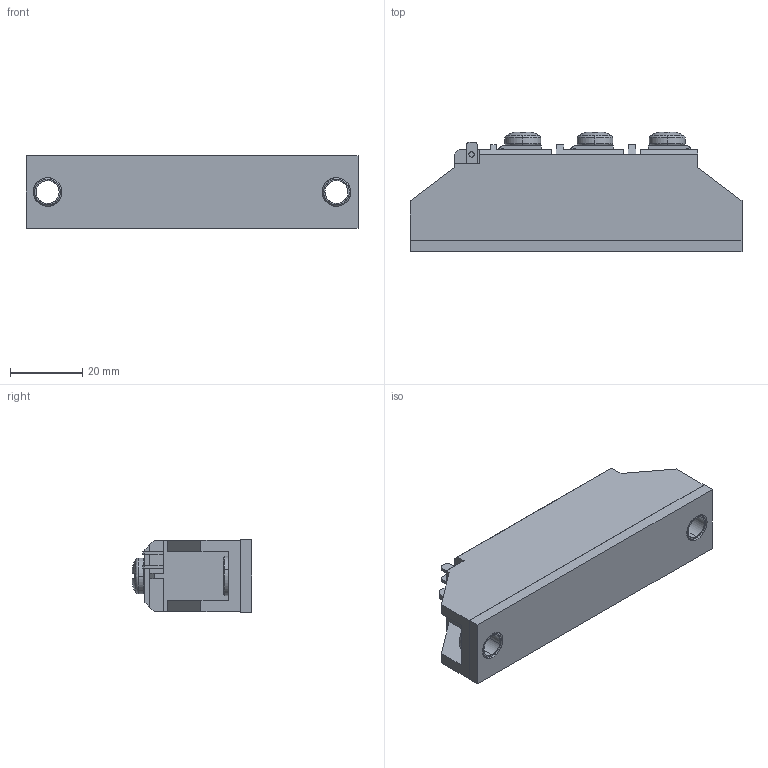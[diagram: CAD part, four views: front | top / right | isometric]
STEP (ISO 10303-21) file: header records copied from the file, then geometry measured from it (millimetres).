
FILE_DESCRIPTION (( 'STEP AP214' ), '1' );
FILE_NAME ('104301.STEP', '2011-07-23T17:12:35', ( 'LALo' ), ( 'Edi Foundation' ), 'SwSTEP 2.0', 'SolidWorks 2011', '' );
FILE_SCHEMA (( 'AUTOMOTIVE_DESIGN' ));
Length unit declared in the file: inch
Products named in the file (1): 104301
Bounding box: 91.95 x 33.15 x 19.99 mm (x, y, z)
Surface area: 24839.4 mm2 (no closed solid volume)
Topology: 0 solids, 492 shells, 508 faces, 2571 edges, 2555 vertices
Faces by surface type: plane 359, cylinder 98, cone 33, bspline 18
Entity records: 34107 total; most frequent: CARTESIAN_POINT 11378, DIRECTION 3362, ORIENTED_EDGE 2587, EDGE_CURVE 2571, VERTEX_POINT 2555, VECTOR 1748, LINE 1748, AXIS2_PLACEMENT_3D 807
